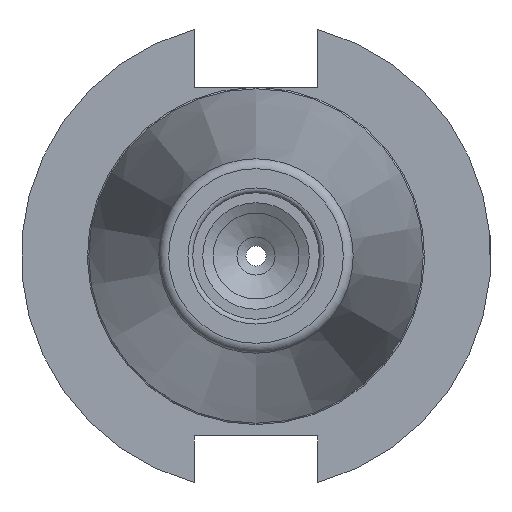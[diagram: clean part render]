
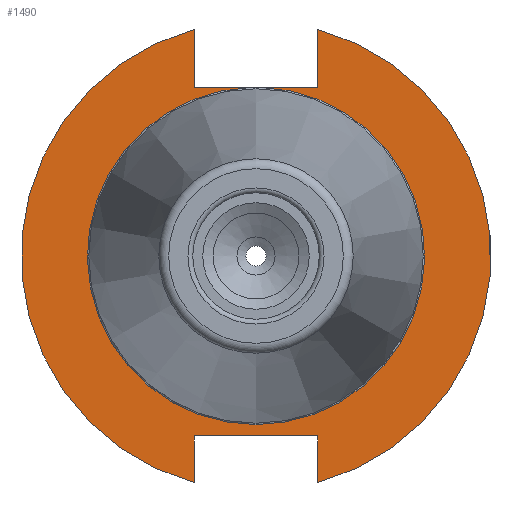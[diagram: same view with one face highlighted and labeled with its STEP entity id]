
A CAD part, left-side view. The second image highlights one B-rep face of the part: STEP entity #1490.
In plain terms, the highlighted planar face has unit normal (-1, 0, 0).
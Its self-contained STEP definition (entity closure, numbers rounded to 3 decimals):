
#45=PLANE('',#1673);
#156=FACE_OUTER_BOUND('',#243,.T.);
#243=EDGE_LOOP('',(#1246,#1247,#1248,#1249,#1250,#1251,#1252,#1253,#1254,
#1255,#1256));
#314=LINE('',#2644,#389);
#324=LINE('',#2724,#399);
#326=LINE('',#2727,#401);
#330=LINE('',#2784,#405);
#331=LINE('',#2786,#406);
#332=LINE('',#2792,#407);
#333=LINE('',#2794,#408);
#389=VECTOR('',#2022,10.);
#399=VECTOR('',#2034,10.);
#401=VECTOR('',#2038,10.);
#405=VECTOR('',#2076,10.);
#406=VECTOR('',#2077,10.);
#407=VECTOR('',#2082,10.);
#408=VECTOR('',#2083,10.);
#511=CIRCLE('',#1674,49.213);
#512=CIRCLE('',#1675,35.325);
#513=CIRCLE('',#1676,35.325);
#514=CIRCLE('',#1677,49.213);
#652=VERTEX_POINT('',#2641);
#653=VERTEX_POINT('',#2643);
#669=VERTEX_POINT('',#2721);
#670=VERTEX_POINT('',#2723);
#679=VERTEX_POINT('',#2781);
#680=VERTEX_POINT('',#2783);
#681=VERTEX_POINT('',#2785);
#682=VERTEX_POINT('',#2787);
#683=VERTEX_POINT('',#2789);
#684=VERTEX_POINT('',#2791);
#685=VERTEX_POINT('',#2793);
#848=EDGE_CURVE('',#653,#652,#314,.T.);
#866=EDGE_CURVE('',#670,#669,#324,.T.);
#868=EDGE_CURVE('',#652,#670,#326,.T.);
#884=EDGE_CURVE('',#669,#679,#511,.T.);
#885=EDGE_CURVE('',#679,#680,#330,.T.);
#886=EDGE_CURVE('',#680,#681,#331,.T.);
#887=EDGE_CURVE('',#682,#681,#512,.T.);
#888=EDGE_CURVE('',#683,#682,#513,.T.);
#889=EDGE_CURVE('',#683,#684,#332,.T.);
#890=EDGE_CURVE('',#684,#685,#333,.T.);
#891=EDGE_CURVE('',#685,#653,#514,.T.);
#1246=ORIENTED_EDGE('',*,*,#848,.T.);
#1247=ORIENTED_EDGE('',*,*,#868,.T.);
#1248=ORIENTED_EDGE('',*,*,#866,.T.);
#1249=ORIENTED_EDGE('',*,*,#884,.T.);
#1250=ORIENTED_EDGE('',*,*,#885,.T.);
#1251=ORIENTED_EDGE('',*,*,#886,.T.);
#1252=ORIENTED_EDGE('',*,*,#887,.F.);
#1253=ORIENTED_EDGE('',*,*,#888,.F.);
#1254=ORIENTED_EDGE('',*,*,#889,.T.);
#1255=ORIENTED_EDGE('',*,*,#890,.T.);
#1256=ORIENTED_EDGE('',*,*,#891,.T.);
#1490=ADVANCED_FACE('',(#156),#45,.T.);
#1673=AXIS2_PLACEMENT_3D('',#2780,#2072,#2073);
#1674=AXIS2_PLACEMENT_3D('',#2782,#2074,#2075);
#1675=AXIS2_PLACEMENT_3D('',#2788,#2078,#2079);
#1676=AXIS2_PLACEMENT_3D('',#2790,#2080,#2081);
#1677=AXIS2_PLACEMENT_3D('',#2795,#2084,#2085);
#2022=DIRECTION('',(0.,0.,1.));
#2034=DIRECTION('',(0.,0.,-1.));
#2038=DIRECTION('',(0.,-1.,0.));
#2072=DIRECTION('center_axis',(-1.,0.,0.));
#2073=DIRECTION('ref_axis',(0.,0.,1.));
#2074=DIRECTION('center_axis',(-1.,0.,0.));
#2075=DIRECTION('ref_axis',(0.,0.,1.));
#2076=DIRECTION('',(0.,0.,-1.));
#2077=DIRECTION('',(0.,1.,0.));
#2078=DIRECTION('center_axis',(-1.,0.,0.));
#2079=DIRECTION('ref_axis',(0.,1.,0.));
#2080=DIRECTION('center_axis',(-1.,0.,0.));
#2081=DIRECTION('ref_axis',(0.,1.,0.));
#2082=DIRECTION('',(0.,1.,0.));
#2083=DIRECTION('',(0.,0.,1.));
#2084=DIRECTION('center_axis',(-1.,0.,0.));
#2085=DIRECTION('ref_axis',(0.,0.,1.));
#2641=CARTESIAN_POINT('',(3.175,12.95,-37.7));
#2643=CARTESIAN_POINT('',(3.175,12.95,-47.478));
#2644=CARTESIAN_POINT('',(3.175,12.95,2.3));
#2721=CARTESIAN_POINT('',(3.175,-12.95,-47.478));
#2723=CARTESIAN_POINT('',(3.175,-12.95,-37.7));
#2724=CARTESIAN_POINT('',(3.175,-12.95,2.3));
#2727=CARTESIAN_POINT('',(3.175,0.,-37.7));
#2780=CARTESIAN_POINT('Origin',(3.175,0.,42.3));
#2781=CARTESIAN_POINT('',(3.175,-12.95,47.478));
#2782=CARTESIAN_POINT('Origin',(3.175,0.,0.));
#2783=CARTESIAN_POINT('',(3.175,-12.95,35.3));
#2784=CARTESIAN_POINT('',(3.175,-12.95,38.8));
#2785=CARTESIAN_POINT('',(3.175,-1.329,35.3));
#2786=CARTESIAN_POINT('',(3.175,0.,35.3));
#2787=CARTESIAN_POINT('',(3.175,0.,-35.325));
#2788=CARTESIAN_POINT('Origin',(3.175,0.,0.));
#2789=CARTESIAN_POINT('',(3.175,1.329,35.3));
#2790=CARTESIAN_POINT('Origin',(3.175,0.,0.));
#2791=CARTESIAN_POINT('',(3.175,12.95,35.3));
#2792=CARTESIAN_POINT('',(3.175,0.,35.3));
#2793=CARTESIAN_POINT('',(3.175,12.95,47.478));
#2794=CARTESIAN_POINT('',(3.175,12.95,38.8));
#2795=CARTESIAN_POINT('Origin',(3.175,0.,0.));
